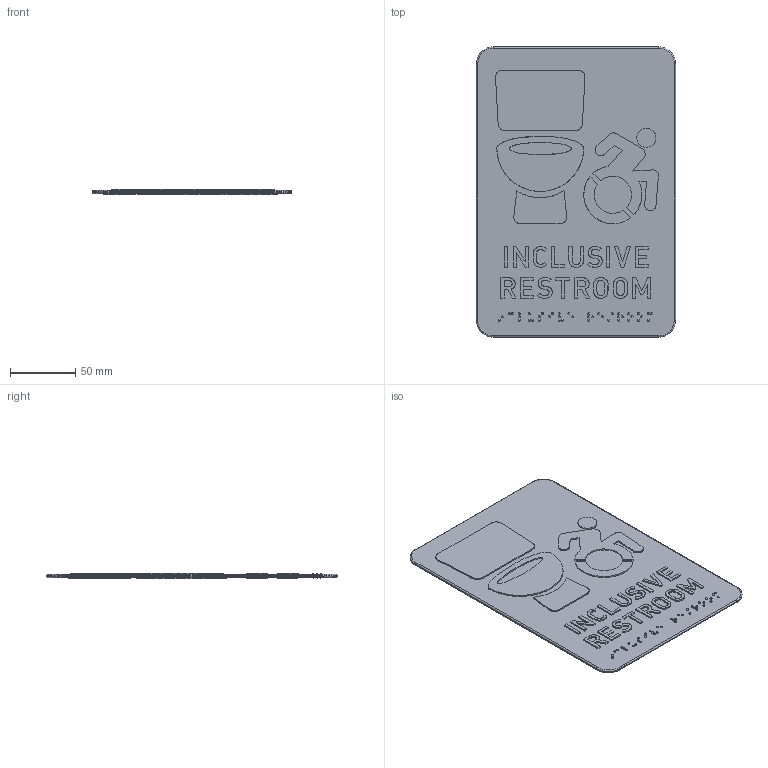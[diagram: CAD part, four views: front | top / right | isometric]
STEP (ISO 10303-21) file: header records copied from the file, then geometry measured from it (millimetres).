
FILE_DESCRIPTION(/* description */ (''),/* implementation_level */ '2;1');
FILE_NAME(/* name */ 'Bathroom Sign Rev27.step',/* time_stamp */ '2020-01-10T17:05:46-08:00',/* author */ (''),/* organization */ (''),/* preprocessor_version */ 'ST-DEVELOPER v18',/* originating_system */ 'Autodesk Translation Framework v8.12.0.6',/* authorisation */ '');
FILE_SCHEMA (('AUTOMOTIVE_DESIGN { 1 0 10303 214 3 1 1 }'));
Length unit declared in the file: millimetre
Products named in the file (3): Both Sides 2.5mm thick 1mm textnohist2comp; WHITE; BLACK
Assembly tree (2 placements, depth 2):
  Both Sides 2.5mm thick 1mm textnohist2comp
    WHITE
    BLACK
Bounding box: 152.4 x 222.25 x 4.5 mm (x, y, z)
Volume: 100661.9 mm3; surface area: 73227.6 mm2
Topology: 1 solids, 1 shells, 572 faces, 1603 edges, 1092 vertices
Faces by surface type: plane 354, bspline 124, sphere 86, cylinder 8
Entity records: 21010 total; most frequent: CARTESIAN_POINT 6870, ORIENTED_EDGE 3034, DIRECTION 2461, EDGE_CURVE 1517, VERTEX_POINT 1092, LINE 999, VECTOR 999, AXIS2_PLACEMENT_3D 731
